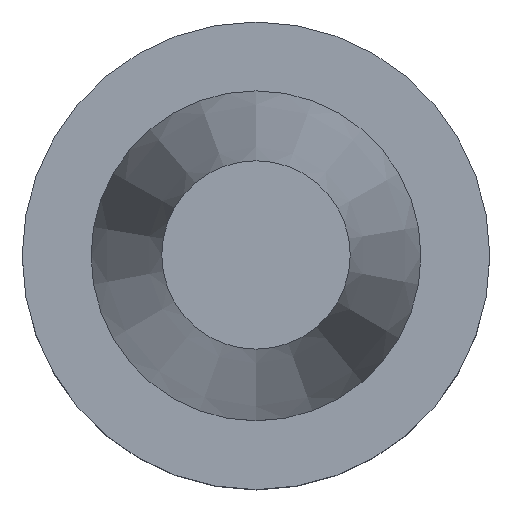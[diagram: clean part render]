
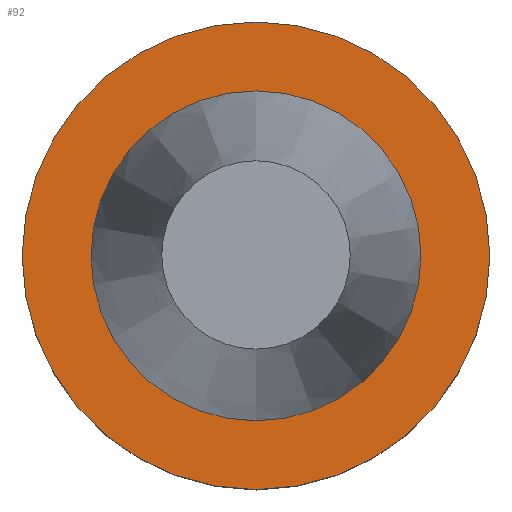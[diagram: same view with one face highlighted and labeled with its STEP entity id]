
A CAD part, top view. The second image highlights one B-rep face of the part: STEP entity #92.
In plain terms, the highlighted planar face has unit normal (0, 0, 1).
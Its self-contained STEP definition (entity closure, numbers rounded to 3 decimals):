
#84=EDGE_CURVE('Unnamed[1]',#193,#193,#194,.T.);
#92=ADVANCED_FACE('Unnamed[1]',(#204,#205),#206,.T.);
#125=EDGE_CURVE('Unnamed[1]',#256,#256,#257,.T.);
#193=VERTEX_POINT('',#330);
#194=CIRCLE('',#331,22.225);
#204=FACE_OUTER_BOUND('',#344,.T.);
#205=FACE_BOUND('',#345,.T.);
#206=PLANE('',#346);
#256=VERTEX_POINT('',#408);
#257=CIRCLE('',#409,31.5);
#330=CARTESIAN_POINT('',(0.,22.225,-1.));
#331=AXIS2_PLACEMENT_3D('',#470,#471,#472);
#344=EDGE_LOOP('',(#482));
#345=EDGE_LOOP('',(#483));
#346=AXIS2_PLACEMENT_3D('',#484,#485,#486);
#408=CARTESIAN_POINT('',(0.,31.5,-1.));
#409=AXIS2_PLACEMENT_3D('',#539,#540,#541);
#470=CARTESIAN_POINT('',(0.,0.,-1.));
#471=DIRECTION('',(0.,0.,-1.0));
#472=DIRECTION('',(0.,1.0,0.));
#482=ORIENTED_EDGE('',*,*,#125,.F.);
#483=ORIENTED_EDGE('',*,*,#84,.T.);
#484=CARTESIAN_POINT('',(0.,26.862,-1.));
#485=DIRECTION('',(0.,0.,1.0));
#486=DIRECTION('',(0.,-1.0,0.));
#539=CARTESIAN_POINT('',(0.,0.,-1.));
#540=DIRECTION('',(0.,0.,-1.0));
#541=DIRECTION('',(0.,1.0,0.));
